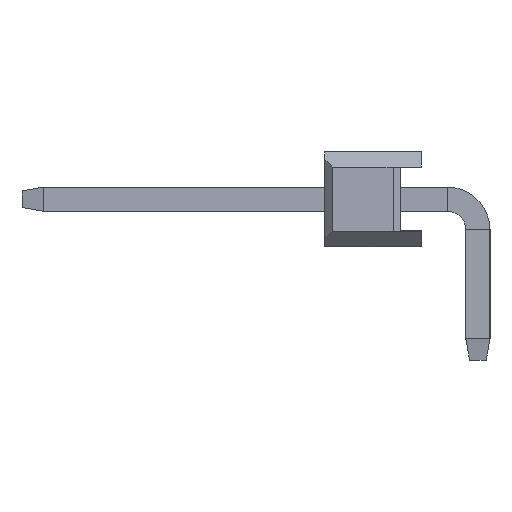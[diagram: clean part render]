
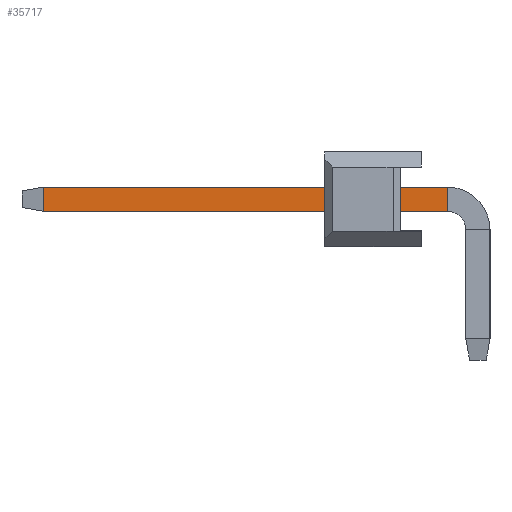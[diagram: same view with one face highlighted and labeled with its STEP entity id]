
A CAD part, left-side view. The second image highlights one B-rep face of the part: STEP entity #35717.
In plain terms, the highlighted planar face has unit normal (-1, 0, 0).
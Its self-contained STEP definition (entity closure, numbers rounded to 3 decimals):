
#380 = VECTOR ( 'NONE', #15981, 1000. ) ;
#2157 = AXIS2_PLACEMENT_3D ( 'NONE', #47359, #7675, #25367 ) ;
#2762 = DIRECTION ( 'NONE',  ( 0., -1., 0. ) ) ;
#3342 = CARTESIAN_POINT ( 'NONE',  ( -99.38, -0.7, -0.32 ) ) ;
#4848 = CARTESIAN_POINT ( 'NONE',  ( -99.38, 9.973, 0.32 ) ) ;
#6241 = CARTESIAN_POINT ( 'NONE',  ( -99.38, -0.7, 0.32 ) ) ;
#6620 = VERTEX_POINT ( 'NONE', #12333 ) ;
#7573 = DIRECTION ( 'NONE',  ( 0., 0., -1. ) ) ;
#7675 = DIRECTION ( 'NONE',  ( 1., 0., 0. ) ) ;
#8705 = VERTEX_POINT ( 'NONE', #4848 ) ;
#11475 = VERTEX_POINT ( 'NONE', #6241 ) ;
#12012 = FACE_OUTER_BOUND ( 'NONE', #45014, .T. ) ;
#12333 = CARTESIAN_POINT ( 'NONE',  ( -99.38, 9.973, -0.32 ) ) ;
#15056 = VECTOR ( 'NONE', #2762, 1000. ) ;
#15981 = DIRECTION ( 'NONE',  ( 0., -1., 0. ) ) ;
#16674 = EDGE_CURVE ( 'NONE', #49323, #11475, #38837, .T. ) ;
#16820 = DIRECTION ( 'NONE',  ( 0., 0., 1. ) ) ;
#17234 = ORIENTED_EDGE ( 'NONE', *, *, #28312, .T. ) ;
#23000 = VECTOR ( 'NONE', #7573, 1000. ) ;
#23452 = EDGE_CURVE ( 'NONE', #8705, #6620, #29613, .T. ) ;
#24833 = LINE ( 'NONE', #42477, #15056 ) ;
#25367 = DIRECTION ( 'NONE',  ( 0., 0., -1. ) ) ;
#28312 = EDGE_CURVE ( 'NONE', #6620, #49323, #37987, .T. ) ;
#29613 = LINE ( 'NONE', #47267, #23000 ) ;
#29704 = PLANE ( 'NONE',  #2157 ) ;
#31769 = ORIENTED_EDGE ( 'NONE', *, *, #23452, .T. ) ;
#35597 = VECTOR ( 'NONE', #16820, 1000. ) ;
#35717 = ADVANCED_FACE ( 'NONE', ( #12012 ), #29704, .F. ) ;
#37987 = LINE ( 'NONE', #55646, #380 ) ;
#38837 = LINE ( 'NONE', #56495, #35597 ) ;
#42477 = CARTESIAN_POINT ( 'NONE',  ( -99.38, 10.54, 0.32 ) ) ;
#45014 = EDGE_LOOP ( 'NONE', ( #56950, #31769, #17234, #53666 ) ) ;
#47267 = CARTESIAN_POINT ( 'NONE',  ( -99.38, 9.973, -0.32 ) ) ;
#47359 = CARTESIAN_POINT ( 'NONE',  ( -99.38, 10.54, 0.32 ) ) ;
#49323 = VERTEX_POINT ( 'NONE', #3342 ) ;
#53666 = ORIENTED_EDGE ( 'NONE', *, *, #16674, .T. ) ;
#55368 = EDGE_CURVE ( 'NONE', #8705, #11475, #24833, .T. ) ;
#55646 = CARTESIAN_POINT ( 'NONE',  ( -99.38, 10.54, -0.32 ) ) ;
#56495 = CARTESIAN_POINT ( 'NONE',  ( -99.38, -0.7, 0.32 ) ) ;
#56950 = ORIENTED_EDGE ( 'NONE', *, *, #55368, .F. ) ;
